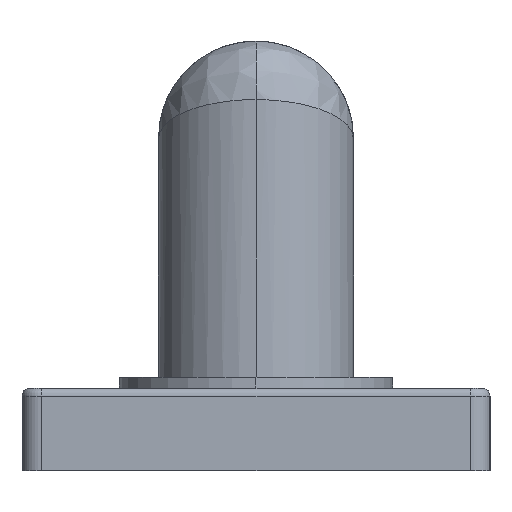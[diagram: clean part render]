
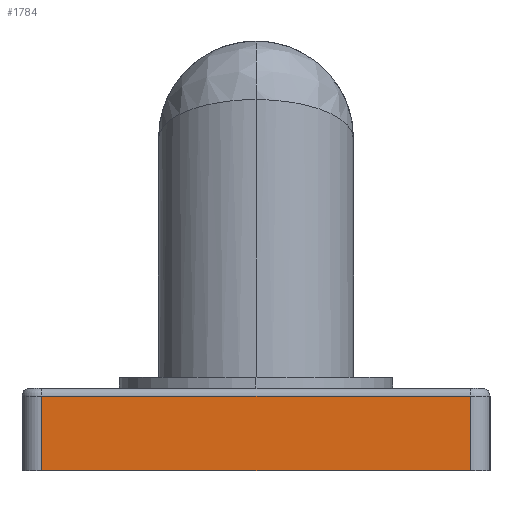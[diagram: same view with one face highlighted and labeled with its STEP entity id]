
A CAD part, left-side view. The second image highlights one B-rep face of the part: STEP entity #1784.
In plain terms, the highlighted planar face has unit normal (-1, 0, 0).
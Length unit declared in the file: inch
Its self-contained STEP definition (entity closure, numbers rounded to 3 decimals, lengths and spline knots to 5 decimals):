
#210=DIRECTION('',(0.,-1.,0.));
#211=VECTOR('',#210,2.75);
#212=CARTESIAN_POINT('',(-1.4912,1.375,0.));
#213=LINE('',#212,#211);
#301=DIRECTION('',(0.,-1.,0.));
#302=VECTOR('',#301,2.75);
#303=CARTESIAN_POINT('',(-1.4912,1.375,0.48));
#304=LINE('',#303,#302);
#308=DIRECTION('',(0.,0.,-1.));
#309=VECTOR('',#308,0.48);
#310=CARTESIAN_POINT('',(-1.4912,-1.375,0.48));
#311=LINE('',#310,#309);
#315=DIRECTION('',(0.,0.,-1.));
#316=VECTOR('',#315,0.48);
#317=CARTESIAN_POINT('',(-1.4912,1.375,0.48));
#318=LINE('',#317,#316);
#1544=CARTESIAN_POINT('',(-1.4912,-1.375,0.));
#1546=VERTEX_POINT('',#1544);
#1555=CARTESIAN_POINT('',(-1.4912,1.375,0.));
#1557=VERTEX_POINT('',#1555);
#1563=CARTESIAN_POINT('',(-1.4912,-1.375,0.48));
#1565=VERTEX_POINT('',#1563);
#1589=CARTESIAN_POINT('',(-1.4912,1.375,0.48));
#1590=VERTEX_POINT('',#1589);
#1772=CARTESIAN_POINT('',(-1.4912,1.5,0.));
#1773=DIRECTION('',(-1.,0.,0.));
#1774=DIRECTION('',(0.,-1.,0.));
#1775=AXIS2_PLACEMENT_3D('',#1772,#1773,#1774);
#1776=PLANE('',#1775);
#1777=ORIENTED_EDGE('',*,*,#1758,.T.);
#1778=ORIENTED_EDGE('',*,*,#1681,.T.);
#1779=ORIENTED_EDGE('',*,*,#1666,.F.);
#1781=ORIENTED_EDGE('',*,*,#1780,.F.);
#1782=EDGE_LOOP('',(#1777,#1778,#1779,#1781));
#1783=FACE_OUTER_BOUND('',#1782,.F.);
#1666=EDGE_CURVE('',#1557,#1546,#213,.T.);
#1681=EDGE_CURVE('',#1565,#1546,#311,.T.);
#1758=EDGE_CURVE('',#1590,#1565,#304,.T.);
#1780=EDGE_CURVE('',#1590,#1557,#318,.T.);
#1784=ADVANCED_FACE('',(#1783),#1776,.T.);
